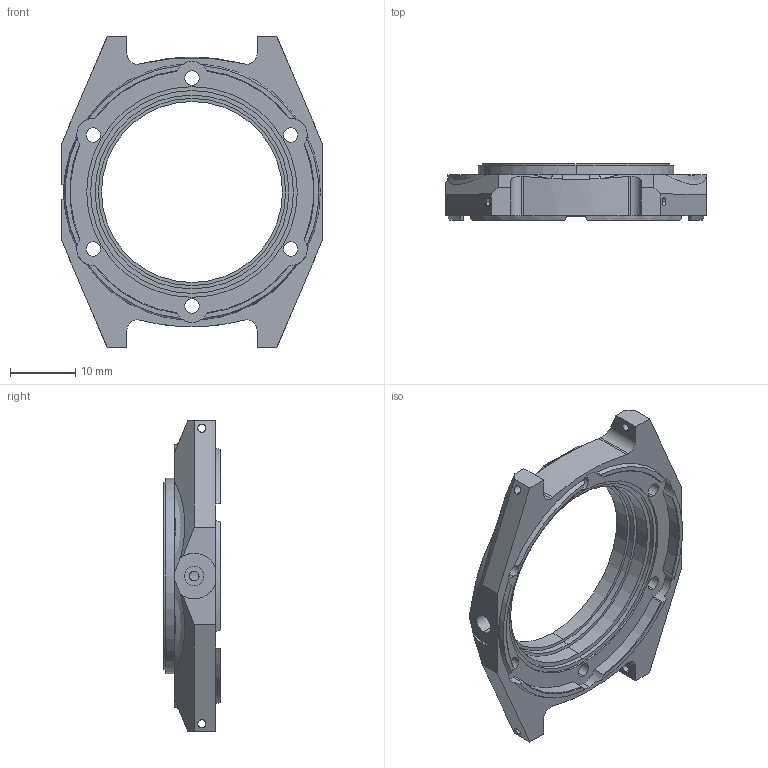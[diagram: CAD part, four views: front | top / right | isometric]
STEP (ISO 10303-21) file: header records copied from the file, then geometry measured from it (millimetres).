
FILE_DESCRIPTION (( 'STEP AP214' ), '1' );
FILE_NAME ('Case.STEP', '2025-07-08T02:37:41', ( '' ), ( '' ), 'SwSTEP 2.0', 'SolidWorks 2024', '' );
FILE_SCHEMA (( 'AUTOMOTIVE_DESIGN' ));
Length unit declared in the file: millimetre
Products named in the file (1): Case
Bounding box: 40 x 8.69 x 47.78 mm (x, y, z)
Volume: 4423 mm3; surface area: 4020.6 mm2
Topology: 1 solids, 1 shells, 143 faces, 390 edges, 257 vertices
Faces by surface type: cylinder 75, plane 48, bspline 8, torus 6, cone 6
Entity records: 5079 total; most frequent: CARTESIAN_POINT 1493, ORIENTED_EDGE 780, DIRECTION 721, EDGE_CURVE 390, AXIS2_PLACEMENT_3D 285, VERTEX_POINT 257, EDGE_LOOP 175, LINE 151
